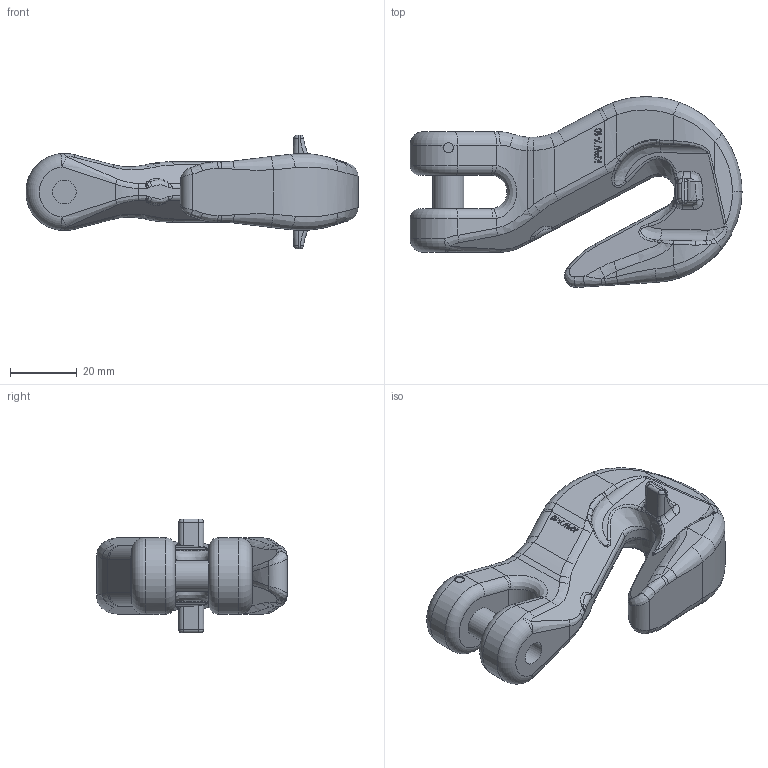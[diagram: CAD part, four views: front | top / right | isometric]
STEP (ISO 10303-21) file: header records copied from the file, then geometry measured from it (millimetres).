
FILE_DESCRIPTION(/* description */ (''),/* implementation_level */ '2;1');
FILE_NAME(/* name */ 'pewag_KPW_7.stp',/* time_stamp */ '2022-06-30T10:16:05+02:00',/* author */ (''),/* organization */ (''),/* preprocessor_version */ 'ST-DEVELOPER v16',/* originating_system */ 'SIEMENS PLM Software NX 11.0',/* authorisation */ '');
FILE_SCHEMA (('AUTOMOTIVE_DESIGN { 1 0 10303 214 3 1 1 1 }'));
Length unit declared in the file: millimetre
Products named in the file (1): KSE44B0A9CF4qu4
Bounding box: 99.11 x 56.98 x 34 mm (x, y, z)
Volume: 57774 mm3; surface area: 14773.3 mm2
Topology: 3 solids, 3 shells, 452 faces, 1089 edges, 645 vertices
Faces by surface type: bspline 191, plane 123, cylinder 64, extrusion 55, torus 12, sphere 6, cone 1
Full cylindrical faces by diameter (mm): 3 x3, 7 x1, 9.3 x3
Entity records: 19350 total; most frequent: CARTESIAN_POINT 10326, ORIENTED_EDGE 2110, DIRECTION 1376, EDGE_CURVE 1055, VERTEX_POINT 638, AXIS2_PLACEMENT_3D 489, EDGE_LOOP 487, B_SPLINE_CURVE_WITH_KNOTS 477
